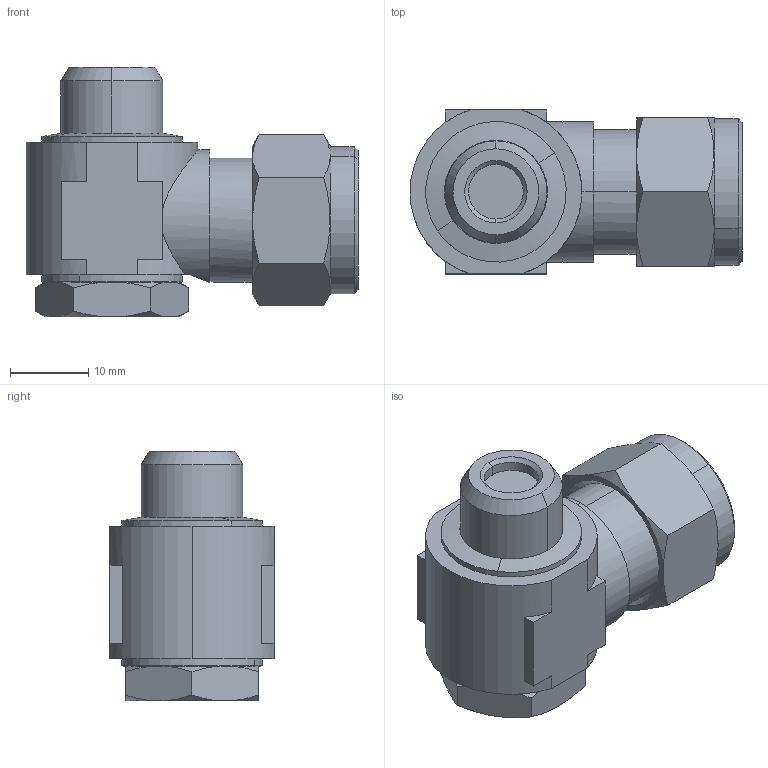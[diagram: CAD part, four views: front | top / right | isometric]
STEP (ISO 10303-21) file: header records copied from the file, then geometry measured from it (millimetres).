
FILE_DESCRIPTION (( 'STEP AP214' ), '1' );
FILE_NAME ('1055000007.step', '2013-02-25T17:18:20', ( '' ), ( '' ), 'SwSTEP 2.0', 'SolidWorks 2012', '' );
FILE_SCHEMA (( 'AUTOMOTIVE_DESIGN' ));
Length unit declared in the file: millimetre
Products named in the file (1): 1055000007
Bounding box: 42.5 x 21 x 32 mm (x, y, z)
Volume: 14707.2 mm3; surface area: 4385.6 mm2
Topology: 1 solids, 1 shells, 96 faces, 234 edges, 146 vertices
Faces by surface type: cone 37, plane 36, cylinder 23
Entity records: 4132 total; most frequent: CARTESIAN_POINT 835, ORIENTED_EDGE 468, DIRECTION 454, EDGE_CURVE 234, AXIS2_PLACEMENT_3D 183, VERTEX_POINT 146, EDGE_LOOP 102, UNCERTAINTY_MEASURE_WITH_UNIT 99
